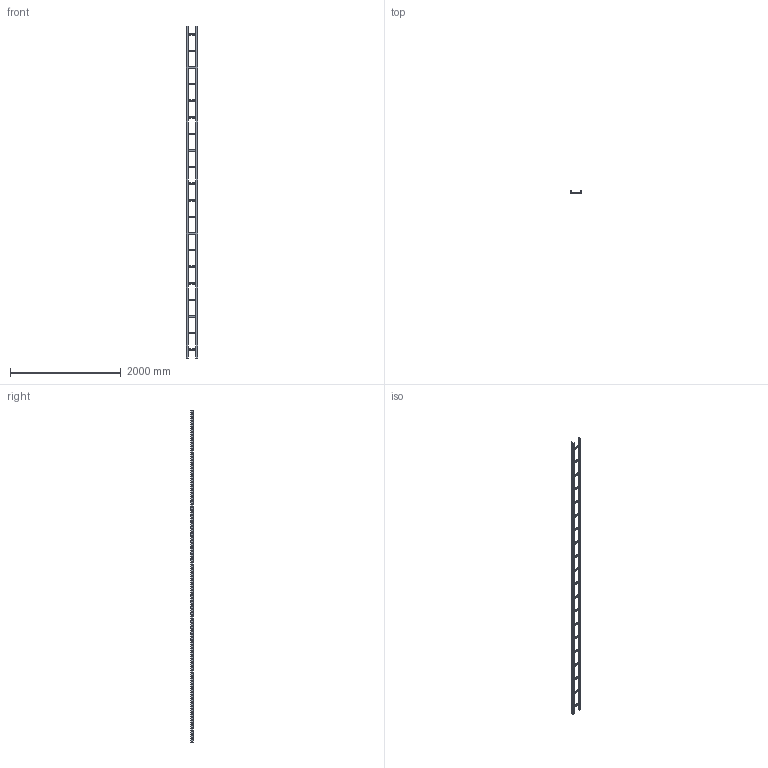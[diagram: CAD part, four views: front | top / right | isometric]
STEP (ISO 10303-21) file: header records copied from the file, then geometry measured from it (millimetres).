
FILE_DESCRIPTION((''),'2;1');
FILE_NAME('446720_PRT','2018-10-27T19:14:54',('tomasz.grudniewski'),(''),'CREO PARAMETRIC BY PTC INC, 2018260','CREO PARAMETRIC BY PTC INC, 2018260','');
FILE_SCHEMA(('CONFIG_CONTROL_DESIGN'));
Length unit declared in the file: millimetre
Products named in the file (1): 446720_PRT
Bounding box: 200 x 45 x 6000 mm (x, y, z)
Volume: 2425176.6 mm3; surface area: 2483981.7 mm2
Topology: 1 solids, 1 shells, 1476 faces, 4376 edges, 2864 vertices
Faces by surface type: plane 1304, cylinder 172
Entity records: 49518 total; most frequent: ORIENTED_EDGE 8752, CARTESIAN_POINT 8716, DIRECTION 7672, EDGE_CURVE 4376, VECTOR 4032, LINE 4032, VERTEX_POINT 2864, EDGE_LOOP 1956
